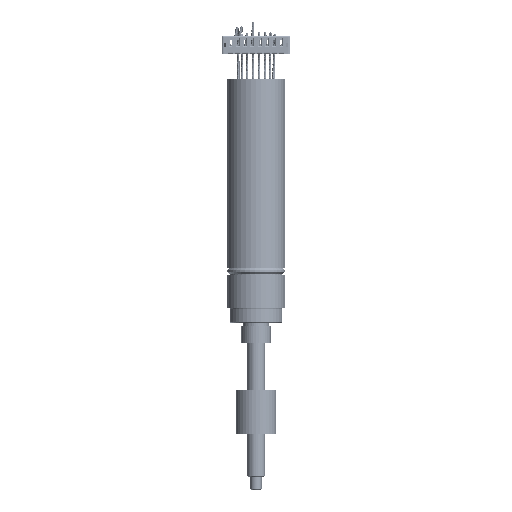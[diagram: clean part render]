
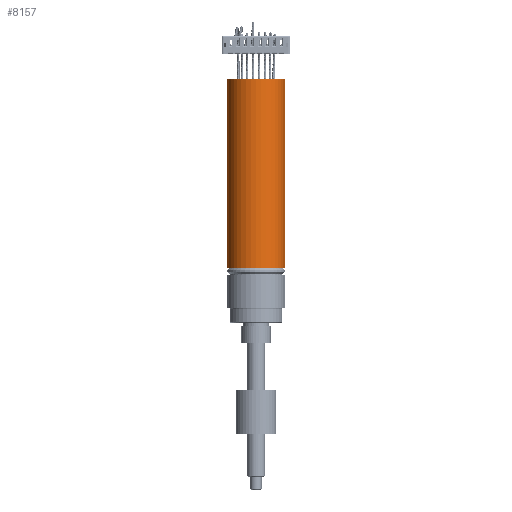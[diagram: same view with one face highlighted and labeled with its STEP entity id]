
A CAD part, front view. The second image highlights one B-rep face of the part: STEP entity #8157.
In plain terms, the highlighted cylindrical face has radius 5 mm (diameter 10 mm), a full revolution.
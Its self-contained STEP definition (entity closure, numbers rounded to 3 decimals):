
#83=LINE('',#11245,#1119);
#1119=VECTOR('',#9153,5.);
#2155=CYLINDRICAL_SURFACE('',#8613,5.);
#2201=FACE_OUTER_BOUND('',#2632,.T.);
#2632=EDGE_LOOP('',(#5059,#5060,#5061,#5062,#5063,#5064));
#3082=CIRCLE('',#8607,5.);
#3083=CIRCLE('',#8608,5.);
#3084=CIRCLE('',#8610,5.);
#3085=CIRCLE('',#8611,5.);
#3187=VERTEX_POINT('',#11233);
#3188=VERTEX_POINT('',#11234);
#3189=VERTEX_POINT('',#11238);
#3190=VERTEX_POINT('',#11239);
#3903=EDGE_CURVE('',#3187,#3188,#3082,.T.);
#3904=EDGE_CURVE('',#3188,#3187,#3083,.T.);
#3905=EDGE_CURVE('',#3189,#3190,#3084,.T.);
#3906=EDGE_CURVE('',#3190,#3189,#3085,.T.);
#3908=EDGE_CURVE('',#3188,#3190,#83,.T.);
#5059=ORIENTED_EDGE('',*,*,#3903,.F.);
#5060=ORIENTED_EDGE('',*,*,#3904,.F.);
#5061=ORIENTED_EDGE('',*,*,#3908,.T.);
#5062=ORIENTED_EDGE('',*,*,#3906,.T.);
#5063=ORIENTED_EDGE('',*,*,#3905,.T.);
#5064=ORIENTED_EDGE('',*,*,#3908,.F.);
#8157=ADVANCED_FACE('',(#2201),#2155,.T.);
#8607=AXIS2_PLACEMENT_3D('',#11235,#9139,#9140);
#8608=AXIS2_PLACEMENT_3D('',#11236,#9141,#9142);
#8610=AXIS2_PLACEMENT_3D('',#11240,#9145,#9146);
#8611=AXIS2_PLACEMENT_3D('',#11241,#9147,#9148);
#8613=AXIS2_PLACEMENT_3D('',#11244,#9151,#9152);
#9139=DIRECTION('center_axis',(0.,0.,
1.));
#9140=DIRECTION('ref_axis',(-1.,0.,0.));
#9141=DIRECTION('center_axis',(0.,0.,
1.));
#9142=DIRECTION('ref_axis',(-1.,0.,0.));
#9145=DIRECTION('center_axis',(0.,0.,
1.));
#9146=DIRECTION('ref_axis',(1.,0.,0.));
#9147=DIRECTION('center_axis',(0.,0.,
1.));
#9148=DIRECTION('ref_axis',(1.,0.,0.));
#9151=DIRECTION('center_axis',(0.,0.,
1.));
#9152=DIRECTION('ref_axis',(1.,0.,0.));
#9153=DIRECTION('',(0.,0.,-1.));
#11233=CARTESIAN_POINT('',(5.,0.,41.9));
#11234=CARTESIAN_POINT('',(-5.,0.,41.9));
#11235=CARTESIAN_POINT('Origin',(0.,0.,
41.9));
#11236=CARTESIAN_POINT('Origin',(0.,0.,
41.9));
#11238=CARTESIAN_POINT('',(5.,0.,9.5));
#11239=CARTESIAN_POINT('',(-5.,0.,9.5));
#11240=CARTESIAN_POINT('Origin',(0.,0.,
9.5));
#11241=CARTESIAN_POINT('Origin',(0.,0.,
9.5));
#11244=CARTESIAN_POINT('Origin',(0.,0.,
9.5));
#11245=CARTESIAN_POINT('',(-5.,0.,9.5));
